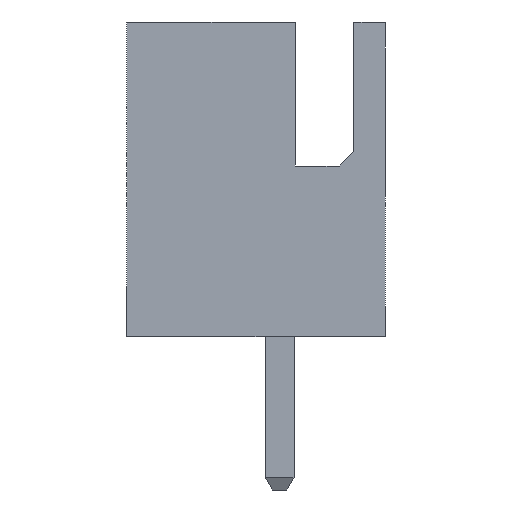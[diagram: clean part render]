
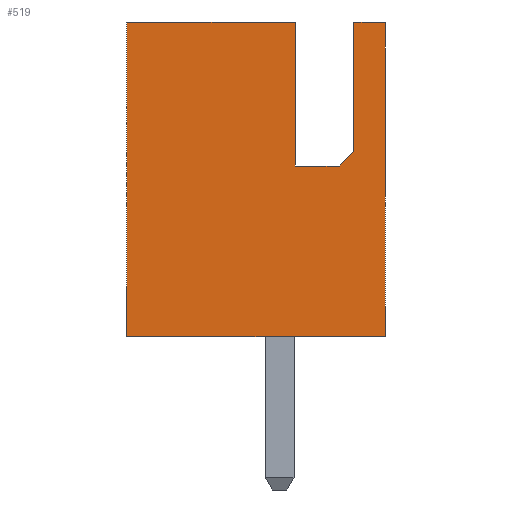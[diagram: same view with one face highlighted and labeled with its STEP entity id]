
A CAD part, left-side view. The second image highlights one B-rep face of the part: STEP entity #519.
In plain terms, the highlighted planar face has unit normal (-1, 0, 0).
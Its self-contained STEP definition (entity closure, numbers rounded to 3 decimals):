
#519=ADVANCED_FACE('',(#1194),#1196,.T.);
#1194=FACE_BOUND('',#1195,.T.);
#1195=EDGE_LOOP('',(#1750,#1751,#1752,#1753,#1754,#1755,#1756,#1757,#1758));
#1196=PLANE('',#1197);
#1197=AXIS2_PLACEMENT_3D('',#1198,#1199,#1200);
#1198=CARTESIAN_POINT('',(-12.55,3.4,0.));
#1199=DIRECTION('',(-1.,0.,0.));
#1200=DIRECTION('',(0.,-1.,0.));
#1750=ORIENTED_EDGE('',*,*,#2118,.T.);
#1751=ORIENTED_EDGE('',*,*,#2119,.T.);
#1752=ORIENTED_EDGE('',*,*,#2120,.F.);
#1753=ORIENTED_EDGE('',*,*,#2070,.F.);
#1754=ORIENTED_EDGE('',*,*,#2084,.T.);
#1755=ORIENTED_EDGE('',*,*,#2114,.T.);
#1756=ORIENTED_EDGE('',*,*,#2121,.F.);
#1757=ORIENTED_EDGE('',*,*,#2122,.T.);
#1758=ORIENTED_EDGE('',*,*,#2123,.T.);
#2070=EDGE_CURVE('',#2338,#2340,#2341,.T.);
#2084=EDGE_CURVE('',#2338,#2361,#2363,.T.);
#2114=EDGE_CURVE('',#2361,#2411,#2413,.T.);
#2118=EDGE_CURVE('',#2417,#2418,#2419,.F.);
#2119=EDGE_CURVE('',#2418,#2420,#2421,.F.);
#2120=EDGE_CURVE('',#2340,#2420,#2422,.T.);
#2121=EDGE_CURVE('',#2423,#2411,#2424,.T.);
#2122=EDGE_CURVE('',#2423,#2425,#2426,.F.);
#2123=EDGE_CURVE('',#2425,#2417,#2427,.F.);
#2338=VERTEX_POINT('',#2813);
#2340=VERTEX_POINT('',#2817);
#2341=LINE('',#2818,#2819);
#2361=VERTEX_POINT('',#2864);
#2363=LINE('',#2868,#2869);
#2411=VERTEX_POINT('',#2974);
#2413=LINE('',#2978,#2979);
#2417=VERTEX_POINT('',#2990);
#2418=VERTEX_POINT('',#2991);
#2419=LINE('',#2992,#2993);
#2420=VERTEX_POINT('',#2995);
#2421=LINE('',#2996,#2997);
#2422=LINE('',#2999,#3000);
#2423=VERTEX_POINT('',#3002);
#2424=LINE('',#3003,#3004);
#2425=VERTEX_POINT('',#3006);
#2426=LINE('',#3007,#3008);
#2427=LINE('',#3010,#3011);
#2813=CARTESIAN_POINT('',(-12.55,3.4,0.));
#2817=CARTESIAN_POINT('',(-12.55,3.4,7.));
#2818=CARTESIAN_POINT('',(-12.55,3.4,0.));
#2819=VECTOR('',#2820,1.);
#2820=DIRECTION('',(0.,0.,1.));
#2864=CARTESIAN_POINT('',(-12.55,-2.35,0.));
#2868=CARTESIAN_POINT('',(-12.55,3.4,0.));
#2869=VECTOR('',#2870,1.);
#2870=DIRECTION('',(0.,-1.,0.));
#2974=CARTESIAN_POINT('',(-12.55,-2.35,7.));
#2978=CARTESIAN_POINT('',(-12.55,-2.35,0.));
#2979=VECTOR('',#2980,1.);
#2980=DIRECTION('',(0.,0.,1.));
#2990=CARTESIAN_POINT('',(-12.55,-1.325,3.8));
#2991=CARTESIAN_POINT('',(-12.55,-0.35,3.8));
#2992=CARTESIAN_POINT('',(-12.55,-0.35,3.8));
#2993=VECTOR('',#2994,1.);
#2994=DIRECTION('',(0.,-1.,0.));
#2995=CARTESIAN_POINT('',(-12.55,-0.35,7.));
#2996=CARTESIAN_POINT('',(-12.55,-0.35,7.));
#2997=VECTOR('',#2998,1.);
#2998=DIRECTION('',(0.,0.,-1.));
#2999=CARTESIAN_POINT('',(-12.55,3.4,7.));
#3000=VECTOR('',#3001,1.);
#3001=DIRECTION('',(0.,-1.,0.));
#3002=CARTESIAN_POINT('',(-12.55,-1.65,7.));
#3003=CARTESIAN_POINT('',(-12.55,-1.65,7.));
#3004=VECTOR('',#3005,1.);
#3005=DIRECTION('',(0.,-1.,0.));
#3006=CARTESIAN_POINT('',(-12.55,-1.65,4.125));
#3007=CARTESIAN_POINT('',(-12.55,-1.65,4.125));
#3008=VECTOR('',#3009,1.);
#3009=DIRECTION('',(0.,0.,1.));
#3010=CARTESIAN_POINT('',(-12.55,-1.325,3.8));
#3011=VECTOR('',#3012,1.);
#3012=DIRECTION('',(0.,-0.707,0.707));
